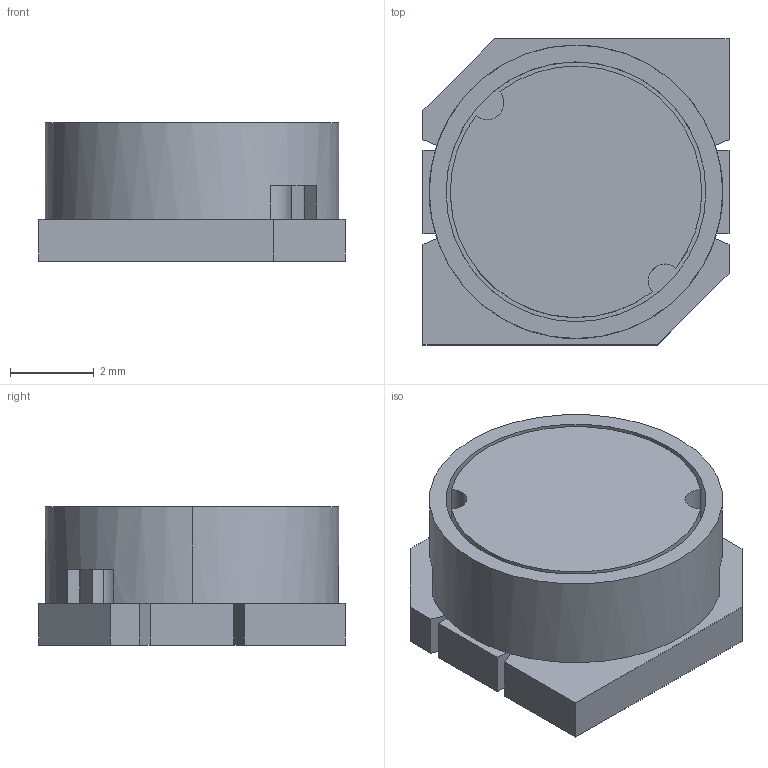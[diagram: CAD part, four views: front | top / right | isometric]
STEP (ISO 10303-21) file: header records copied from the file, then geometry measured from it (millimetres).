
FILE_DESCRIPTION (( 'STEP AP214' ), '1' );
FILE_NAME ('User Library-SPI0705 (SD75).STEP', '2019-02-19T07:54:05', ( '' ), ( '' ), 'SwSTEP 2.0', 'SolidWorks 2019', '' );
FILE_SCHEMA (( 'AUTOMOTIVE_DESIGN' ));
Length unit declared in the file: millimetre
Products named in the file (1): User Library-SPI0705 (SD75)
Bounding box: 7.3 x 7.3 x 3.3 mm (x, y, z)
Volume: 132.1 mm3; surface area: 270.9 mm2
Topology: 1 solids, 1 shells, 44 faces, 124 edges, 80 vertices
Faces by surface type: plane 34, cylinder 10
Entity records: 1869 total; most frequent: DIRECTION 250, CARTESIAN_POINT 249, ORIENTED_EDGE 248, EDGE_CURVE 124, LINE 88, VECTOR 88, AXIS2_PLACEMENT_3D 81, VERTEX_POINT 80
